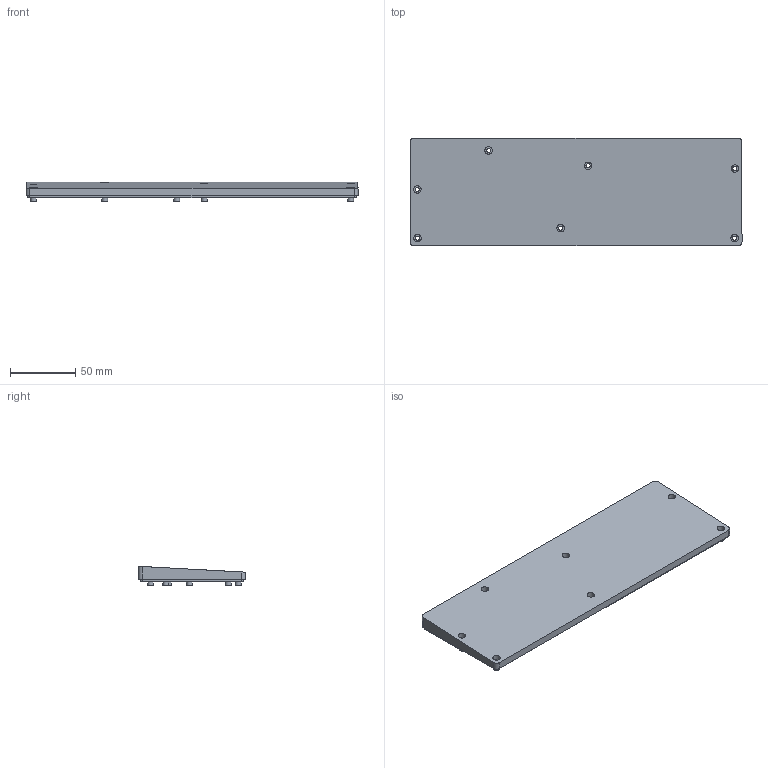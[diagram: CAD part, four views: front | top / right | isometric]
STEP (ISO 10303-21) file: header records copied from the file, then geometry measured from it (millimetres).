
FILE_DESCRIPTION(/* description */ (''),/* implementation_level */ '2;1');
FILE_NAME(/* name */ 'Bottom.stp',/* time_stamp */ '2025-06-14T22:48:09+02:00',/* author */ ('nikla'),/* organization */ (''),/* preprocessor_version */ 'ST-DEVELOPER v20.1',/* originating_system */ 'Autodesk Inventor 2026',/* authorisation */ '');
FILE_SCHEMA (('AUTOMOTIVE_DESIGN { 1 0 10303 214 3 1 1 }'));
Length unit declared in the file: millimetre
Products named in the file (1): Bottom
Bounding box: 254 x 82 x 14.86 mm (x, y, z)
Volume: 197218.1 mm3; surface area: 49436.9 mm2
Topology: 1 solids, 1 shells, 54 faces, 111 edges, 74 vertices
Faces by surface type: cylinder 29, plane 25
Full cylindrical faces by diameter (mm): 3.2 x7, 4.5 x7, 5.7 x7
Entity records: 1524 total; most frequent: DIRECTION 279, CARTESIAN_POINT 240, ORIENTED_EDGE 222, AXIS2_PLACEMENT_3D 113, EDGE_CURVE 111, EDGE_LOOP 83, VERTEX_POINT 74, FACE_OUTER_BOUND 54
